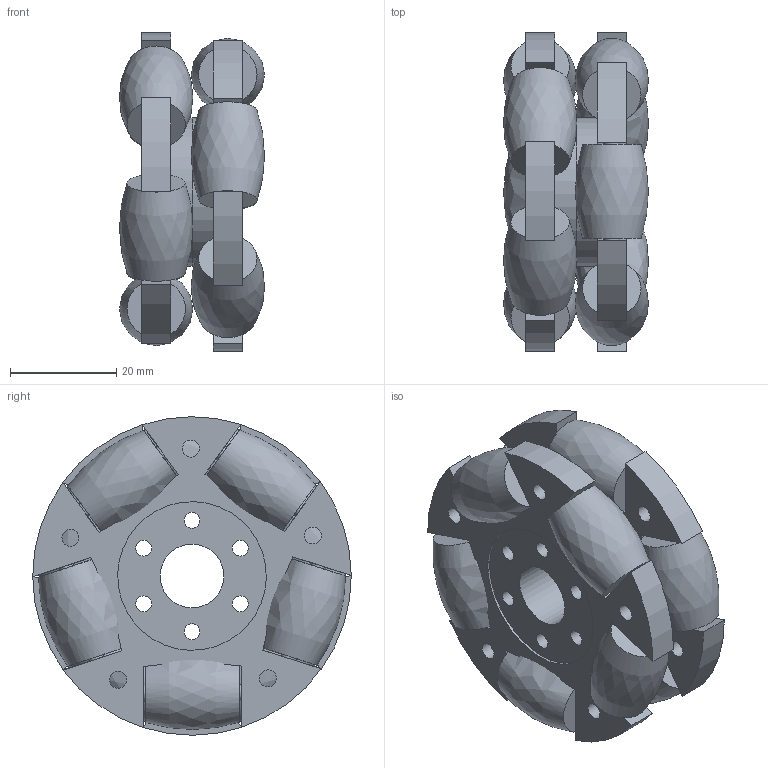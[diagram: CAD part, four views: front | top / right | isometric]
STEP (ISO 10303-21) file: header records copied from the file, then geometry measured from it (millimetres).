
FILE_DESCRIPTION(/* description */ (''),/* implementation_level */ '2;1');
FILE_NAME(/* name */ 'RodaOmni 60 mm.stp',/* time_stamp */ '2020-07-20T23:51:36+07:00',/* author */ ('Fahar Endra'),/* organization */ (''),/* preprocessor_version */ 'ST-DEVELOPER v16.5',/* originating_system */ 'Autodesk Inventor 2017',/* authorisation */ '');
FILE_SCHEMA (('AUTOMOTIVE_DESIGN { 1 0 10303 214 3 1 1 }'));
Length unit declared in the file: millimetre
Products named in the file (4): RodaOmni 60 mm; Dasar; Dasar_1; Roller
Assembly tree (12 placements, depth 2):
  RodaOmni 60 mm
    Dasar
    Roller  x10
    Dasar_1
Bounding box: 27.29 x 60 x 60 mm (x, y, z)
Volume: 42050.6 mm3; surface area: 24360.4 mm2
Topology: 12 solids, 12 shells, 126 faces, 348 edges, 250 vertices
Faces by surface type: cylinder 68, plane 48, bspline 10
Full cylindrical faces by diameter (mm): 3 x32, 3.2 x10, 12 x2, 28 x4
Entity records: 3042 total; most frequent: DIRECTION 534, CARTESIAN_POINT 499, ORIENTED_EDGE 406, AXIS2_PLACEMENT_3D 227, EDGE_LOOP 203, EDGE_CURVE 203, VERTEX_POINT 162, FACE_BOUND 113
